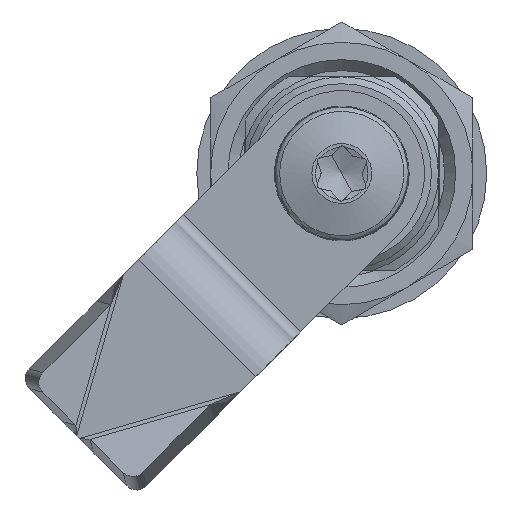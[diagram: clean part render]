
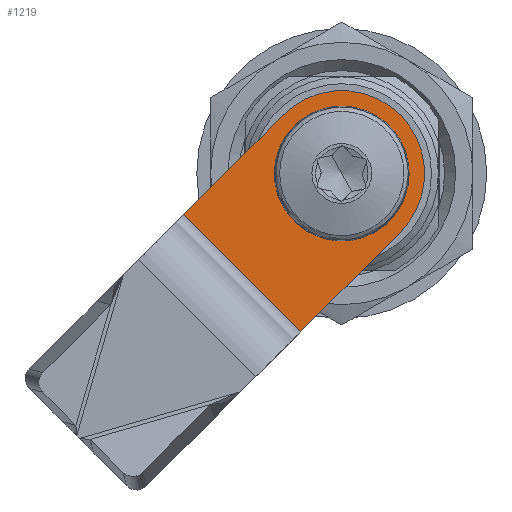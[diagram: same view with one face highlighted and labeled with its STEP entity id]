
A CAD part, front view. The second image highlights one B-rep face of the part: STEP entity #1219.
In plain terms, the highlighted planar face has unit normal (0, -1, 0).
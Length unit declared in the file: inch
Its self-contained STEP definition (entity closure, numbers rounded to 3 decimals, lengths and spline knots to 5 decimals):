
#41 = VECTOR ( 'NONE', #5875, 39.37008 ) ;
#150 = VERTEX_POINT ( 'NONE', #8238 ) ;
#199 = CARTESIAN_POINT ( 'NONE',  ( 0., -0.11811, 0. ) ) ;
#367 = CARTESIAN_POINT ( 'NONE',  ( 0., -0.11811, 0.16843 ) ) ;
#398 = DIRECTION ( 'NONE',  ( 0.707, 0., -0.707 ) ) ;
#469 = CARTESIAN_POINT ( 'NONE',  ( -0.16703, -0.11811, 0.16703 ) ) ;
#731 = VECTOR ( 'NONE', #6212, 39.37008 ) ;
#846 = VECTOR ( 'NONE', #3942, 39.37008 ) ;
#904 = LINE ( 'NONE', #9725, #846 ) ;
#1090 = CARTESIAN_POINT ( 'NONE',  ( 0., -0.11811, 0.16843 ) ) ;
#1123 = LINE ( 'NONE', #5401, #7321 ) ;
#1219 = ADVANCED_FACE ( 'NONE', ( #13635, #7061 ), #6990, .T. ) ;
#1275 = EDGE_CURVE ( 'NONE', #2266, #14002, #12475, .T. ) ;
#1783 = ORIENTED_EDGE ( 'NONE', *, *, #8007, .T. ) ;
#2266 = VERTEX_POINT ( 'NONE', #8021 ) ;
#2442 = ORIENTED_EDGE ( 'NONE', *, *, #3703, .T. ) ;
#2635 = DIRECTION ( 'NONE',  ( -0.707, 0., 0.707 ) ) ;
#2908 = AXIS2_PLACEMENT_3D ( 'NONE', #13566, #11387, #398 ) ;
#3052 = EDGE_LOOP ( 'NONE', ( #7628, #10611, #9849, #1783 ) ) ;
#3193 = CARTESIAN_POINT ( 'NONE',  ( 0.16703, -0.11811, -0.16703 ) ) ;
#3300 = ORIENTED_EDGE ( 'NONE', *, *, #1275, .F. ) ;
#3546 = VERTEX_POINT ( 'NONE', #469 ) ;
#3653 = EDGE_LOOP ( 'NONE', ( #3300, #2442, #5878, #7506 ) ) ;
#3703 = EDGE_CURVE ( 'NONE', #2266, #150, #904, .T. ) ;
#3794 = CARTESIAN_POINT ( 'NONE',  ( 0., -0.11811, -0.16843 ) ) ;
#3801 = EDGE_CURVE ( 'NONE', #7485, #14002, #1123, .T. ) ;
#3942 = DIRECTION ( 'NONE',  ( -0.707, 0., 0.707 ) ) ;
#4172 = VECTOR ( 'NONE', #8656, 39.37008 ) ;
#4241 = LINE ( 'NONE', #11827, #4172 ) ;
#4862 = VECTOR ( 'NONE', #5299, 39.37008 ) ;
#5163 = CARTESIAN_POINT ( 'NONE',  ( -0.45099, -0.11811, -0.11692 ) ) ;
#5299 = DIRECTION ( 'NONE',  ( -0.707, 0., -0.707 ) ) ;
#5390 = VERTEX_POINT ( 'NONE', #7939 ) ;
#5401 = CARTESIAN_POINT ( 'NONE',  ( 0., -0.11811, 0.16843 ) ) ;
#5875 = DIRECTION ( 'NONE',  ( 0.707, 0., 0.707 ) ) ;
#5878 = ORIENTED_EDGE ( 'NONE', *, *, #13477, .F. ) ;
#6212 = DIRECTION ( 'NONE',  ( 0.707, 0., 0.707 ) ) ;
#6279 = VERTEX_POINT ( 'NONE', #3193 ) ;
#6528 = LINE ( 'NONE', #1090, #4862 ) ;
#6763 = EDGE_CURVE ( 'NONE', #3546, #6279, #12257, .T. ) ;
#6990 = PLANE ( 'NONE',  #2908 ) ;
#7033 = CARTESIAN_POINT ( 'NONE',  ( 0., -0.11811, 0.33407 ) ) ;
#7061 = FACE_OUTER_BOUND ( 'NONE', #3052, .T. ) ;
#7179 = AXIS2_PLACEMENT_3D ( 'NONE', #199, #7742, #2635 ) ;
#7321 = VECTOR ( 'NONE', #11034, 39.37008 ) ;
#7485 = VERTEX_POINT ( 'NONE', #367 ) ;
#7506 = ORIENTED_EDGE ( 'NONE', *, *, #3801, .T. ) ;
#7628 = ORIENTED_EDGE ( 'NONE', *, *, #6763, .F. ) ;
#7742 = DIRECTION ( 'NONE',  ( 0., 1., 0. ) ) ;
#7939 = CARTESIAN_POINT ( 'NONE',  ( -0.11692, -0.11811, -0.45099 ) ) ;
#8007 = EDGE_CURVE ( 'NONE', #5390, #6279, #11690, .T. ) ;
#8021 = CARTESIAN_POINT ( 'NONE',  ( 0., -0.11811, -0.16843 ) ) ;
#8206 = DIRECTION ( 'NONE',  ( 0.707, 0., 0.707 ) ) ;
#8238 = CARTESIAN_POINT ( 'NONE',  ( -0.16843, -0.11811, 0. ) ) ;
#8442 = EDGE_CURVE ( 'NONE', #12247, #3546, #10135, .T. ) ;
#8656 = DIRECTION ( 'NONE',  ( 0.707, 0., -0.707 ) ) ;
#8931 = VECTOR ( 'NONE', #8206, 39.37008 ) ;
#9529 = CARTESIAN_POINT ( 'NONE',  ( 0.33407, -0.11811, 0. ) ) ;
#9725 = CARTESIAN_POINT ( 'NONE',  ( 0., -0.11811, -0.16843 ) ) ;
#9849 = ORIENTED_EDGE ( 'NONE', *, *, #14154, .T. ) ;
#10135 = LINE ( 'NONE', #7033, #41 ) ;
#10611 = ORIENTED_EDGE ( 'NONE', *, *, #8442, .F. ) ;
#11034 = DIRECTION ( 'NONE',  ( 0.707, 0., -0.707 ) ) ;
#11258 = CARTESIAN_POINT ( 'NONE',  ( 0.16843, -0.11811, 0. ) ) ;
#11387 = DIRECTION ( 'NONE',  ( 0., -1., 0. ) ) ;
#11690 = LINE ( 'NONE', #9529, #731 ) ;
#11827 = CARTESIAN_POINT ( 'NONE',  ( -0.47048, -0.11811, -0.09744 ) ) ;
#12247 = VERTEX_POINT ( 'NONE', #5163 ) ;
#12257 = CIRCLE ( 'NONE', #7179, 0.23622 ) ;
#12475 = LINE ( 'NONE', #3794, #8931 ) ;
#13477 = EDGE_CURVE ( 'NONE', #7485, #150, #6528, .T. ) ;
#13566 = CARTESIAN_POINT ( 'NONE',  ( -0.01949, -0.11811, 0.35355 ) ) ;
#13635 = FACE_BOUND ( 'NONE', #3653, .T. ) ;
#14002 = VERTEX_POINT ( 'NONE', #11258 ) ;
#14154 = EDGE_CURVE ( 'NONE', #12247, #5390, #4241, .T. ) ;
